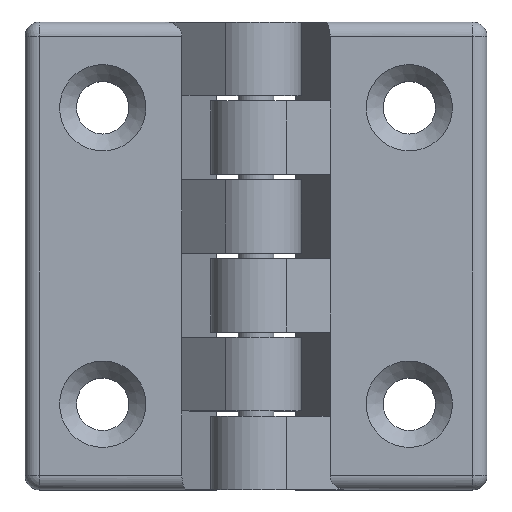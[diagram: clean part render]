
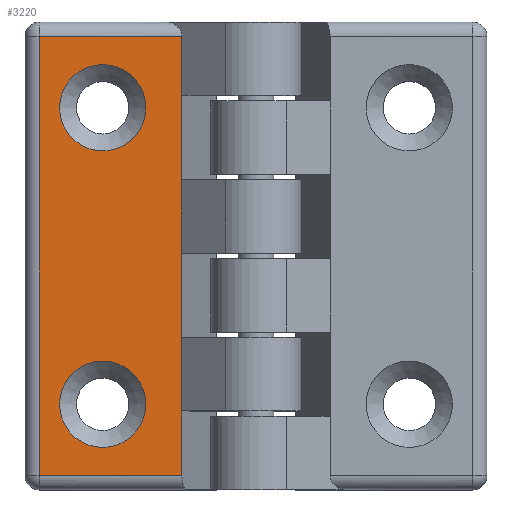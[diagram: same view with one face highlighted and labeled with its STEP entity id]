
A CAD part, top view. The second image highlights one B-rep face of the part: STEP entity #3220.
In plain terms, the highlighted planar face has unit normal (0, 0, 1).
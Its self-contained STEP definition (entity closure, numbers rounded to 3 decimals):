
#62=FACE_BOUND('',#516,.T.);
#63=FACE_BOUND('',#517,.T.);
#152=PLANE('',#3453);
#314=FACE_OUTER_BOUND('',#515,.T.);
#515=EDGE_LOOP('',(#2623,#2624,#2625,#2626,#2627,#2628,#2629,#2630,#2631));
#516=EDGE_LOOP('',(#2632));
#517=EDGE_LOOP('',(#2633));
#658=CIRCLE('',#3364,6.);
#659=CIRCLE('',#3366,6.);
#730=LINE('',#4537,#1084);
#733=LINE('',#4548,#1087);
#734=LINE('',#4555,#1088);
#881=LINE('',#4935,#1235);
#891=LINE('',#4959,#1245);
#894=LINE('',#4965,#1248);
#901=LINE('',#4983,#1255);
#903=LINE('',#4987,#1257);
#905=LINE('',#4991,#1259);
#1084=VECTOR('',#3611,19.796);
#1087=VECTOR('',#3622,61.);
#1088=VECTOR('',#3631,19.796);
#1235=VECTOR('',#3988,11.72);
#1245=VECTOR('',#4014,8.2);
#1248=VECTOR('',#4019,11.72);
#1255=VECTOR('',#4040,10.2);
#1257=VECTOR('',#4044,8.96);
#1259=VECTOR('',#4050,10.2);
#1443=VERTEX_POINT('',#4534);
#1444=VERTEX_POINT('',#4536);
#1446=VERTEX_POINT('',#4542);
#1450=VERTEX_POINT('',#4554);
#1482=VERTEX_POINT('',#4642);
#1483=VERTEX_POINT('',#4645);
#1577=VERTEX_POINT('',#4932);
#1578=VERTEX_POINT('',#4934);
#1585=VERTEX_POINT('',#4961);
#1586=VERTEX_POINT('',#4963);
#1591=VERTEX_POINT('',#4985);
#1745=EDGE_CURVE('',#1443,#1444,#730,.T.);
#1751=EDGE_CURVE('',#1444,#1446,#733,.T.);
#1754=EDGE_CURVE('',#1446,#1450,#734,.T.);
#1794=EDGE_CURVE('',#1482,#1482,#658,.T.);
#1795=EDGE_CURVE('',#1483,#1483,#659,.T.);
#1938=EDGE_CURVE('',#1577,#1578,#881,.T.);
#1951=EDGE_CURVE('',#1450,#1577,#891,.T.);
#1954=EDGE_CURVE('',#1586,#1585,#894,.T.);
#1963=EDGE_CURVE('',#1578,#1586,#901,.T.);
#1965=EDGE_CURVE('',#1591,#1443,#903,.T.);
#1967=EDGE_CURVE('',#1585,#1591,#905,.T.);
#2623=ORIENTED_EDGE('',*,*,#1745,.F.);
#2624=ORIENTED_EDGE('',*,*,#1965,.F.);
#2625=ORIENTED_EDGE('',*,*,#1967,.F.);
#2626=ORIENTED_EDGE('',*,*,#1954,.F.);
#2627=ORIENTED_EDGE('',*,*,#1963,.F.);
#2628=ORIENTED_EDGE('',*,*,#1938,.F.);
#2629=ORIENTED_EDGE('',*,*,#1951,.F.);
#2630=ORIENTED_EDGE('',*,*,#1754,.F.);
#2631=ORIENTED_EDGE('',*,*,#1751,.F.);
#2632=ORIENTED_EDGE('',*,*,#1794,.T.);
#2633=ORIENTED_EDGE('',*,*,#1795,.T.);
#3220=ADVANCED_FACE('',(#314,#62,#63),#152,.T.);
#3364=AXIS2_PLACEMENT_3D('',#4643,#3721,#3722);
#3366=AXIS2_PLACEMENT_3D('',#4646,#3725,#3726);
#3453=AXIS2_PLACEMENT_3D('',#4990,#4048,#4049);
#3611=DIRECTION('',(-1.,0.,0.));
#3622=DIRECTION('',(0.,1.,0.));
#3631=DIRECTION('',(1.,0.,0.));
#3721=DIRECTION('center_axis',(0.,0.,
-1.));
#3722=DIRECTION('ref_axis',(-1.,0.,0.));
#3725=DIRECTION('center_axis',(0.,0.,
-1.));
#3726=DIRECTION('ref_axis',(-1.,0.,0.));
#3988=DIRECTION('',(0.,-1.,0.));
#4014=DIRECTION('',(0.,-1.,0.));
#4019=DIRECTION('',(0.,-1.,0.));
#4040=DIRECTION('',(0.,-1.,0.));
#4044=DIRECTION('',(0.,-1.,0.));
#4048=DIRECTION('center_axis',(0.,0.,
1.));
#4049=DIRECTION('ref_axis',(-1.,0.,0.));
#4050=DIRECTION('',(0.,-1.,0.));
#4534=CARTESIAN_POINT('',(-10.304,-30.5,-0.8));
#4536=CARTESIAN_POINT('',(-30.1,-30.5,-0.8));
#4537=CARTESIAN_POINT('',(-11.602,-30.5,-0.8));
#4542=CARTESIAN_POINT('',(-30.1,30.5,-0.8));
#4548=CARTESIAN_POINT('',(-30.1,0.,-0.8));
#4554=CARTESIAN_POINT('',(-10.304,30.5,-0.8));
#4555=CARTESIAN_POINT('',(-11.602,30.5,-0.8));
#4642=CARTESIAN_POINT('',(-15.3,20.6,-0.8));
#4643=CARTESIAN_POINT('Origin',(-21.3,20.6,-0.8));
#4645=CARTESIAN_POINT('',(-15.3,-20.6,-0.8));
#4646=CARTESIAN_POINT('Origin',(-21.3,-20.6,-0.8));
#4932=CARTESIAN_POINT('',(-10.304,22.3,-0.8));
#4934=CARTESIAN_POINT('',(-10.304,10.58,-0.8));
#4935=CARTESIAN_POINT('',(-10.304,0.,-0.8));
#4959=CARTESIAN_POINT('',(-10.304,0.,-0.8));
#4961=CARTESIAN_POINT('',(-10.304,-11.34,-0.8));
#4963=CARTESIAN_POINT('',(-10.304,0.38,-0.8));
#4965=CARTESIAN_POINT('',(-10.304,0.,-0.8));
#4983=CARTESIAN_POINT('',(-10.304,0.,-0.8));
#4985=CARTESIAN_POINT('',(-10.304,-21.54,-0.8));
#4987=CARTESIAN_POINT('',(-10.304,0.,-0.8));
#4990=CARTESIAN_POINT('Origin',(-10.304,0.,
-0.8));
#4991=CARTESIAN_POINT('',(-10.304,0.,-0.8));
